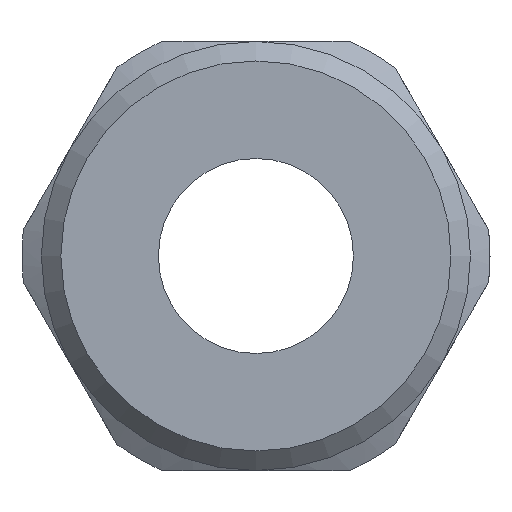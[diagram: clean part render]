
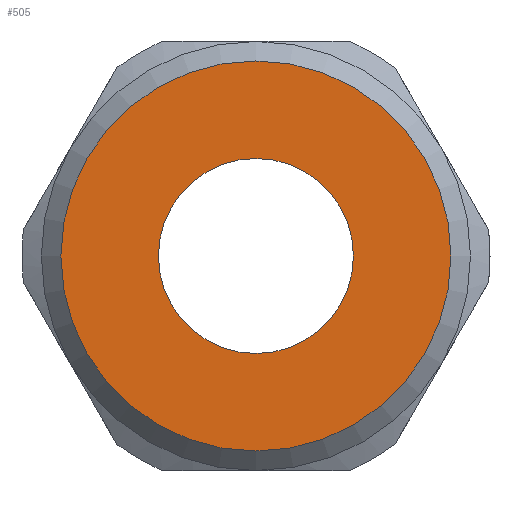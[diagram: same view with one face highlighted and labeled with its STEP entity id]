
A CAD part, front view. The second image highlights one B-rep face of the part: STEP entity #505.
In plain terms, the highlighted planar face has unit normal (0, -1, 0).
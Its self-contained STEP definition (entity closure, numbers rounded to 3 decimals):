
#49=CIRCLE('',#552,5.);
#50=CIRCLE('',#553,10.);
#149=ORIENTED_EDGE('',*,*,#200,.T.);
#150=ORIENTED_EDGE('',*,*,#201,.T.);
#200=EDGE_CURVE('',#233,#233,#49,.T.);
#201=EDGE_CURVE('',#234,#234,#50,.T.);
#233=VERTEX_POINT('',#800);
#234=VERTEX_POINT('',#802);
#283=EDGE_LOOP('',(#149));
#284=EDGE_LOOP('',(#150));
#315=FACE_BOUND('',#283,.T.);
#316=FACE_BOUND('',#284,.T.);
#330=PLANE('',#551);
#505=ADVANCED_FACE('',(#315,#316),#330,.T.);
#551=AXIS2_PLACEMENT_3D('',#798,#645,#646);
#552=AXIS2_PLACEMENT_3D('',#799,#647,#648);
#553=AXIS2_PLACEMENT_3D('',#801,#649,#650);
#645=DIRECTION('',(0.,-1.,0.));
#646=DIRECTION('',(0.,0.,-1.));
#647=DIRECTION('',(0.,1.,0.));
#648=DIRECTION('',(1.,0.,0.));
#649=DIRECTION('',(0.,-1.,0.));
#650=DIRECTION('',(0.,0.,-1.));
#798=CARTESIAN_POINT('',(-6.351,0.,-11.));
#799=CARTESIAN_POINT('',(0.,0.,0.));
#800=CARTESIAN_POINT('',(5.,0.,0.));
#801=CARTESIAN_POINT('',(0.,0.,0.));
#802=CARTESIAN_POINT('',(0.,0.,-10.));
